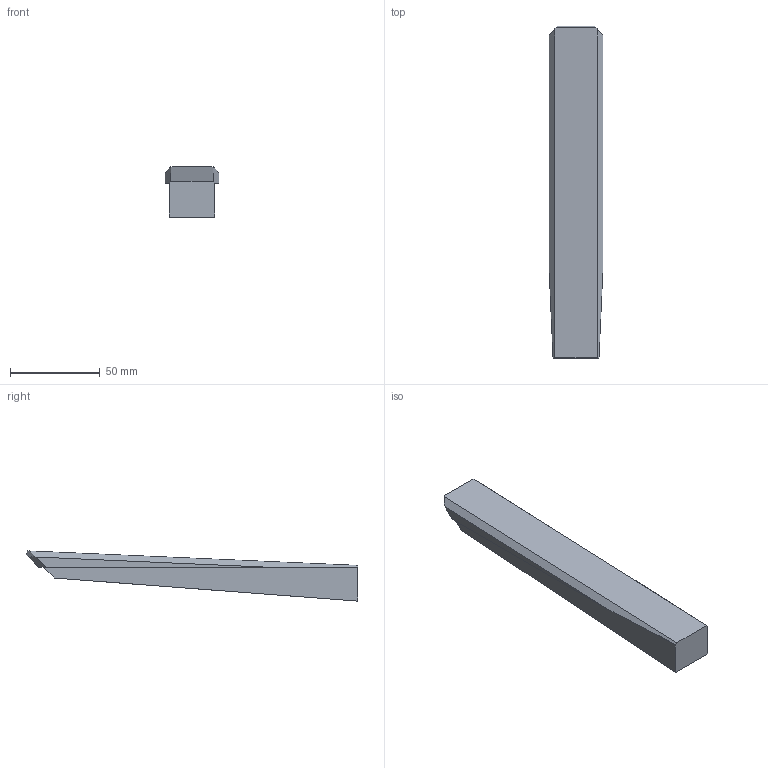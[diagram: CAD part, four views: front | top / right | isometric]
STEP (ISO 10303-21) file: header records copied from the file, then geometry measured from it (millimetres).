
FILE_DESCRIPTION(('FreeCAD Model'),'2;1');
FILE_NAME('Open CASCADE Shape Model','2026-02-14T13:46:35',(''),(''), 'Open CASCADE STEP processor 7.8','FreeCAD','Unknown');
FILE_SCHEMA(('AUTOMOTIVE_DESIGN { 1 0 10303 214 1 1 1 1 }'));
Length unit declared in the file: millimetre
Products named in the file (1): ChairsHook
Bounding box: 30 x 184.87 x 27.96 mm (x, y, z)
Volume: 78754.5 mm3; surface area: 17453.1 mm2
Topology: 1 solids, 1 shells, 25 faces, 55 edges, 36 vertices
Faces by surface type: plane 21, cylinder 4
Full cylindrical faces by diameter (mm): 4.7 x2, 10 x2
Entity records: 1472 total; most frequent: CARTESIAN_POINT 301, DIRECTION 217, LINE 145, VECTOR 145, ORIENTED_EDGE 110, PCURVE 110, DEFINITIONAL_REPRESENTATION 110, EDGE_CURVE 55
